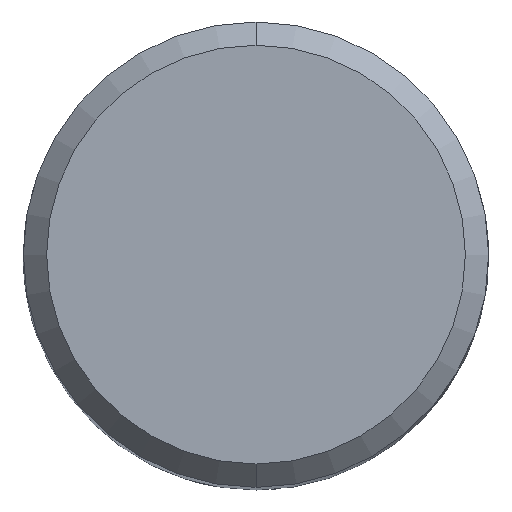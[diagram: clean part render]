
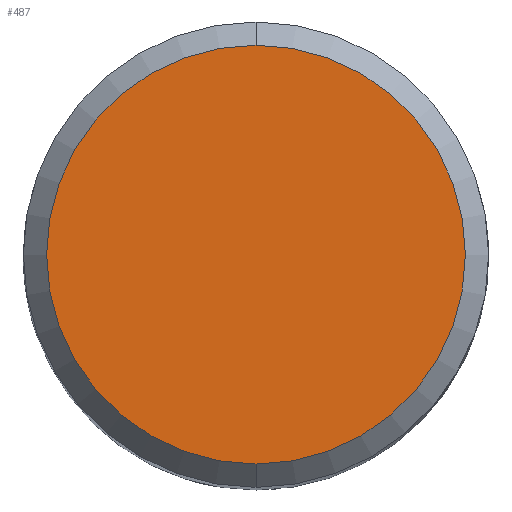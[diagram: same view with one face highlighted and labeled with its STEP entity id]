
A CAD part, top view. The second image highlights one B-rep face of the part: STEP entity #487.
In plain terms, the highlighted planar face has unit normal (0, 0, 1).
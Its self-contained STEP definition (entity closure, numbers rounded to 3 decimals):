
#463=EDGE_CURVE('',#857,#585,#1113,.T.);
#487=ADVANCED_FACE('',(#1139),#1140,.T.);
#585=VERTEX_POINT('',#1251);
#785=EDGE_CURVE('',#585,#857,#1471,.T.);
#857=VERTEX_POINT('',#1546);
#1113=CIRCLE('',#5188,9.0);
#1139=FACE_OUTER_BOUND('',#5318,.T.);
#1140=PLANE('',#5319);
#1251=CARTESIAN_POINT('',(0.,-9.0,0.0));
#1471=CIRCLE('',#8070,9.0);
#1546=CARTESIAN_POINT('',(0.0,9.0,0.0));
#5188=AXIS2_PLACEMENT_3D('',#10774,#10775,#10776);
#5318=EDGE_LOOP('',(#10798,#10799));
#5319=AXIS2_PLACEMENT_3D('',#10800,#10801,#10802);
#8070=AXIS2_PLACEMENT_3D('',#11202,#11203,#11204);
#10774=CARTESIAN_POINT('',(0.0,0.0,0.0));
#10775=DIRECTION('',(0.0,0.0,-1.0));
#10776=DIRECTION('',(0.0,1.0,0.0));
#10798=ORIENTED_EDGE('',*,*,#463,.F.);
#10799=ORIENTED_EDGE('',*,*,#785,.F.);
#10800=CARTESIAN_POINT('',(0.0,4.5,0.0));
#10801=DIRECTION('',(-0.0,0.0,1.0));
#10802=DIRECTION('',(0.0,-1.0,0.0));
#11202=CARTESIAN_POINT('',(0.0,0.0,0.0));
#11203=DIRECTION('',(0.0,0.0,-1.0));
#11204=DIRECTION('',(0.0,1.0,0.0));
